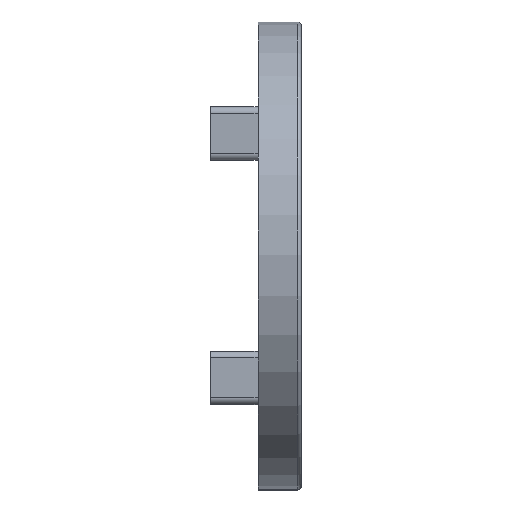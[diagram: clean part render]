
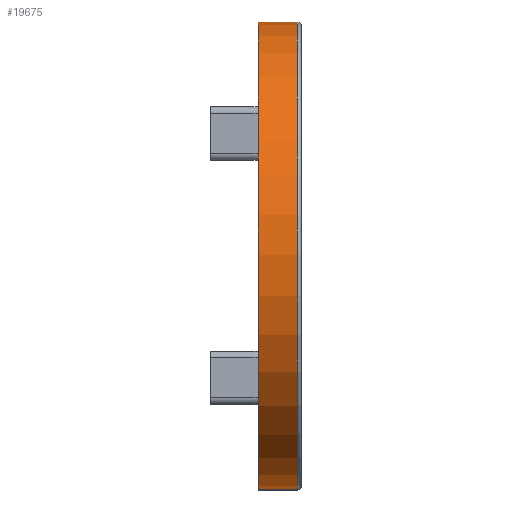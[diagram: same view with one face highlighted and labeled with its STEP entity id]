
A CAD part, top view. The second image highlights one B-rep face of the part: STEP entity #19675.
In plain terms, the highlighted cylindrical face has radius 17.25 mm (diameter 34.5 mm), a partial arc.
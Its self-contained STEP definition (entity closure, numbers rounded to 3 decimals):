
#311 = CARTESIAN_POINT ( 'NONE',  ( 3.2, 0., 20.25 ) ) ;
#475 = DIRECTION ( 'NONE',  ( 0., 0., -1. ) ) ;
#1910 = VERTEX_POINT ( 'NONE', #23182 ) ;
#2116 = EDGE_CURVE ( 'NONE', #15948, #18580, #15567, .T. ) ;
#2682 = VECTOR ( 'NONE', #8255, 1000. ) ;
#3099 = CIRCLE ( 'NONE', #22868, 17.25 ) ;
#4421 = CARTESIAN_POINT ( 'NONE',  ( 2.9, 17.25, 20.25 ) ) ;
#5001 = ORIENTED_EDGE ( 'NONE', *, *, #21353, .T. ) ;
#5521 = ORIENTED_EDGE ( 'NONE', *, *, #8536, .T. ) ;
#6423 = CIRCLE ( 'NONE', #20876, 17.25 ) ;
#7158 = DIRECTION ( 'NONE',  ( 1., 0., 0. ) ) ;
#7332 = DIRECTION ( 'NONE',  ( -1., 0., 0. ) ) ;
#8255 = DIRECTION ( 'NONE',  ( -1., 0., 0. ) ) ;
#8448 = CYLINDRICAL_SURFACE ( 'NONE', #13981, 17.25 ) ;
#8536 = EDGE_CURVE ( 'NONE', #16106, #15948, #6423, .T. ) ;
#8798 = CARTESIAN_POINT ( 'NONE',  ( 0., 0., 20.25 ) ) ;
#8972 = DIRECTION ( 'NONE',  ( -1., 0., 0. ) ) ;
#10762 = DIRECTION ( 'NONE',  ( 0., 0., -1. ) ) ;
#13981 = AXIS2_PLACEMENT_3D ( 'NONE', #311, #7332, #21683 ) ;
#15567 = LINE ( 'NONE', #18908, #2682 ) ;
#15710 = EDGE_CURVE ( 'NONE', #16106, #1910, #22303, .T. ) ;
#15948 = VERTEX_POINT ( 'NONE', #4421 ) ;
#15957 = CARTESIAN_POINT ( 'NONE',  ( 3.2, -17.25, 20.25 ) ) ;
#16106 = VERTEX_POINT ( 'NONE', #17179 ) ;
#16529 = DIRECTION ( 'NONE',  ( -1., 0., 0. ) ) ;
#16931 = ORIENTED_EDGE ( 'NONE', *, *, #15710, .F. ) ;
#17179 = CARTESIAN_POINT ( 'NONE',  ( 2.9, -17.25, 20.25 ) ) ;
#17971 = FACE_OUTER_BOUND ( 'NONE', #20689, .T. ) ;
#18580 = VERTEX_POINT ( 'NONE', #22790 ) ;
#18908 = CARTESIAN_POINT ( 'NONE',  ( 3.2, 17.25, 20.25 ) ) ;
#19675 = ADVANCED_FACE ( 'NONE', ( #17971 ), #8448, .T. ) ;
#20029 = ORIENTED_EDGE ( 'NONE', *, *, #2116, .T. ) ;
#20611 = VECTOR ( 'NONE', #8972, 1000. ) ;
#20689 = EDGE_LOOP ( 'NONE', ( #16931, #5521, #20029, #5001 ) ) ;
#20876 = AXIS2_PLACEMENT_3D ( 'NONE', #22016, #16529, #475 ) ;
#21353 = EDGE_CURVE ( 'NONE', #18580, #1910, #3099, .T. ) ;
#21683 = DIRECTION ( 'NONE',  ( 0., 0., 1. ) ) ;
#22016 = CARTESIAN_POINT ( 'NONE',  ( 2.9, 0., 20.25 ) ) ;
#22303 = LINE ( 'NONE', #15957, #20611 ) ;
#22790 = CARTESIAN_POINT ( 'NONE',  ( 0., 17.25, 20.25 ) ) ;
#22868 = AXIS2_PLACEMENT_3D ( 'NONE', #8798, #7158, #10762 ) ;
#23182 = CARTESIAN_POINT ( 'NONE',  ( 0., -17.25, 20.25 ) ) ;
